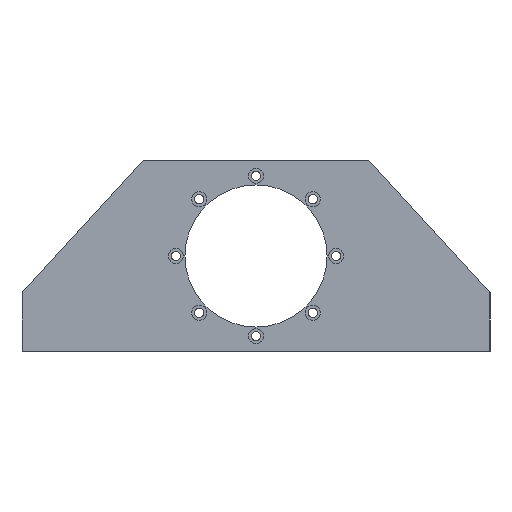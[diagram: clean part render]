
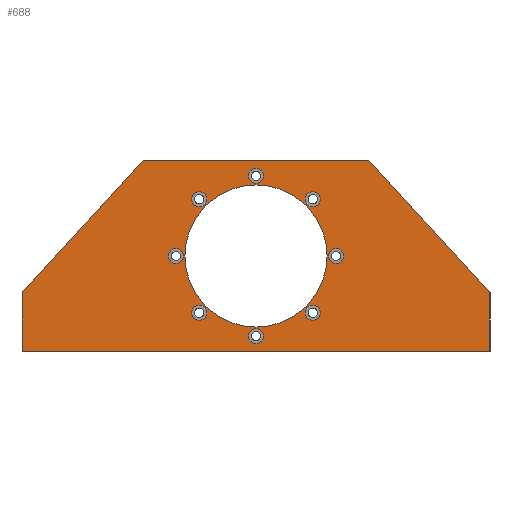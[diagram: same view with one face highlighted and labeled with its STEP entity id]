
A CAD part, front view. The second image highlights one B-rep face of the part: STEP entity #688.
In plain terms, the highlighted planar face has unit normal (0, -1, 0).
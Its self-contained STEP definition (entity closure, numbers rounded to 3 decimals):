
#32=FACE_BOUND('',#169,.T.);
#33=FACE_BOUND('',#170,.T.);
#34=FACE_BOUND('',#171,.T.);
#35=FACE_BOUND('',#172,.T.);
#36=FACE_BOUND('',#173,.T.);
#37=FACE_BOUND('',#174,.T.);
#38=FACE_BOUND('',#175,.T.);
#39=FACE_BOUND('',#176,.T.);
#40=FACE_BOUND('',#177,.T.);
#69=PLANE('',#791);
#112=FACE_OUTER_BOUND('',#168,.T.);
#168=EDGE_LOOP('',(#595,#596,#597,#598,#599,#600));
#169=EDGE_LOOP('',(#601));
#170=EDGE_LOOP('',(#602));
#171=EDGE_LOOP('',(#603));
#172=EDGE_LOOP('',(#604));
#173=EDGE_LOOP('',(#605));
#174=EDGE_LOOP('',(#606));
#175=EDGE_LOOP('',(#607));
#176=EDGE_LOOP('',(#608));
#177=EDGE_LOOP('',(#609));
#210=LINE('',#1159,#250);
#213=LINE('',#1165,#253);
#217=LINE('',#1174,#257);
#220=LINE('',#1180,#260);
#223=LINE('',#1184,#263);
#227=LINE('',#1200,#267);
#250=VECTOR('',#968,10.);
#253=VECTOR('',#973,10.);
#257=VECTOR('',#979,10.);
#260=VECTOR('',#984,10.);
#263=VECTOR('',#989,10.);
#267=VECTOR('',#1009,10.);
#276=CIRCLE('',#722,4.5);
#279=CIRCLE('',#727,4.5);
#282=CIRCLE('',#732,4.5);
#285=CIRCLE('',#737,4.5);
#288=CIRCLE('',#742,4.5);
#292=CIRCLE('',#748,4.5);
#295=CIRCLE('',#753,4.5);
#298=CIRCLE('',#758,4.5);
#310=CIRCLE('',#785,42.5);
#321=VERTEX_POINT('',#1047);
#324=VERTEX_POINT('',#1056);
#327=VERTEX_POINT('',#1065);
#330=VERTEX_POINT('',#1074);
#333=VERTEX_POINT('',#1083);
#337=VERTEX_POINT('',#1094);
#340=VERTEX_POINT('',#1103);
#343=VERTEX_POINT('',#1112);
#356=VERTEX_POINT('',#1156);
#357=VERTEX_POINT('',#1158);
#359=VERTEX_POINT('',#1164);
#362=VERTEX_POINT('',#1171);
#363=VERTEX_POINT('',#1173);
#365=VERTEX_POINT('',#1179);
#367=VERTEX_POINT('',#1188);
#382=EDGE_CURVE('',#321,#321,#276,.T.);
#386=EDGE_CURVE('',#324,#324,#279,.T.);
#390=EDGE_CURVE('',#327,#327,#282,.T.);
#394=EDGE_CURVE('',#330,#330,#285,.T.);
#398=EDGE_CURVE('',#333,#333,#288,.T.);
#403=EDGE_CURVE('',#337,#337,#292,.T.);
#407=EDGE_CURVE('',#340,#340,#295,.T.);
#411=EDGE_CURVE('',#343,#343,#298,.T.);
#433=EDGE_CURVE('',#357,#356,#210,.T.);
#436=EDGE_CURVE('',#359,#357,#213,.T.);
#440=EDGE_CURVE('',#363,#362,#217,.T.);
#443=EDGE_CURVE('',#365,#363,#220,.T.);
#446=EDGE_CURVE('',#356,#365,#223,.T.);
#449=EDGE_CURVE('',#367,#367,#310,.T.);
#454=EDGE_CURVE('',#362,#359,#227,.T.);
#595=ORIENTED_EDGE('',*,*,#454,.T.);
#596=ORIENTED_EDGE('',*,*,#436,.T.);
#597=ORIENTED_EDGE('',*,*,#433,.T.);
#598=ORIENTED_EDGE('',*,*,#446,.T.);
#599=ORIENTED_EDGE('',*,*,#443,.T.);
#600=ORIENTED_EDGE('',*,*,#440,.T.);
#601=ORIENTED_EDGE('',*,*,#382,.T.);
#602=ORIENTED_EDGE('',*,*,#386,.T.);
#603=ORIENTED_EDGE('',*,*,#390,.T.);
#604=ORIENTED_EDGE('',*,*,#394,.T.);
#605=ORIENTED_EDGE('',*,*,#398,.T.);
#606=ORIENTED_EDGE('',*,*,#403,.T.);
#607=ORIENTED_EDGE('',*,*,#407,.T.);
#608=ORIENTED_EDGE('',*,*,#411,.T.);
#609=ORIENTED_EDGE('',*,*,#449,.T.);
#688=ADVANCED_FACE('',(#112,#32,#33,#34,#35,#36,#37,#38,#39,#40),#69,.T.);
#722=AXIS2_PLACEMENT_3D('',#1048,#836,#837);
#727=AXIS2_PLACEMENT_3D('',#1057,#847,#848);
#732=AXIS2_PLACEMENT_3D('',#1066,#858,#859);
#737=AXIS2_PLACEMENT_3D('',#1075,#869,#870);
#742=AXIS2_PLACEMENT_3D('',#1084,#880,#881);
#748=AXIS2_PLACEMENT_3D('',#1095,#893,#894);
#753=AXIS2_PLACEMENT_3D('',#1104,#904,#905);
#758=AXIS2_PLACEMENT_3D('',#1113,#915,#916);
#785=AXIS2_PLACEMENT_3D('',#1190,#995,#996);
#791=AXIS2_PLACEMENT_3D('',#1201,#1010,#1011);
#836=DIRECTION('center_axis',(0.,1.,0.));
#837=DIRECTION('ref_axis',(1.,0.,0.));
#847=DIRECTION('center_axis',(0.,1.,0.));
#848=DIRECTION('ref_axis',(1.,0.,0.));
#858=DIRECTION('center_axis',(0.,1.,0.));
#859=DIRECTION('ref_axis',(1.,0.,0.));
#869=DIRECTION('center_axis',(0.,1.,0.));
#870=DIRECTION('ref_axis',(1.,0.,0.));
#880=DIRECTION('center_axis',(0.,1.,0.));
#881=DIRECTION('ref_axis',(1.,0.,0.));
#893=DIRECTION('center_axis',(0.,1.,0.));
#894=DIRECTION('ref_axis',(1.,0.,0.));
#904=DIRECTION('center_axis',(0.,1.,0.));
#905=DIRECTION('ref_axis',(1.,0.,0.));
#915=DIRECTION('center_axis',(0.,1.,0.));
#916=DIRECTION('ref_axis',(1.,0.,0.));
#968=DIRECTION('',(0.,0.,-1.));
#973=DIRECTION('',(-0.676,0.,-0.737));
#979=DIRECTION('',(-0.676,0.,0.737));
#984=DIRECTION('',(0.,0.,1.));
#989=DIRECTION('',(1.,0.,0.));
#995=DIRECTION('center_axis',(0.,1.,0.));
#996=DIRECTION('ref_axis',(1.,0.,0.));
#1009=DIRECTION('',(-1.,0.,0.));
#1010=DIRECTION('center_axis',(0.,-1.,0.));
#1011=DIRECTION('ref_axis',(0.,0.,
-1.));
#1047=CARTESIAN_POINT('',(1.559,-44.5,6.059));
#1048=CARTESIAN_POINT('Origin',(6.059,-44.5,6.059));
#1056=CARTESIAN_POINT('',(69.441,-44.5,73.941));
#1057=CARTESIAN_POINT('Origin',(73.941,-44.5,73.941));
#1065=CARTESIAN_POINT('',(83.5,-44.5,40.));
#1066=CARTESIAN_POINT('Origin',(88.,-44.5,40.));
#1074=CARTESIAN_POINT('',(-12.5,-44.5,40.));
#1075=CARTESIAN_POINT('Origin',(-8.,-44.5,40.));
#1083=CARTESIAN_POINT('',(35.5,-44.5,-8.));
#1084=CARTESIAN_POINT('Origin',(40.,-44.5,-8.));
#1094=CARTESIAN_POINT('',(35.5,-44.5,88.));
#1095=CARTESIAN_POINT('Origin',(40.,-44.5,88.));
#1103=CARTESIAN_POINT('',(69.441,-44.5,6.059));
#1104=CARTESIAN_POINT('Origin',(73.941,-44.5,6.059));
#1112=CARTESIAN_POINT('',(1.559,-44.5,73.941));
#1113=CARTESIAN_POINT('Origin',(6.059,-44.5,73.941));
#1156=CARTESIAN_POINT('',(-100.,-44.5,-17.));
#1158=CARTESIAN_POINT('',(-100.,-44.5,18.));
#1159=CARTESIAN_POINT('',(-100.,-44.5,-17.));
#1164=CARTESIAN_POINT('',(-27.5,-44.5,97.));
#1165=CARTESIAN_POINT('',(-27.5,-44.5,97.));
#1171=CARTESIAN_POINT('',(107.5,-44.5,97.));
#1173=CARTESIAN_POINT('',(180.,-44.5,18.));
#1174=CARTESIAN_POINT('',(180.,-44.5,18.));
#1179=CARTESIAN_POINT('',(180.,-44.5,-17.));
#1180=CARTESIAN_POINT('',(180.,-44.5,-17.));
#1184=CARTESIAN_POINT('',(-27.5,-44.5,-17.));
#1188=CARTESIAN_POINT('',(-2.5,-44.5,40.));
#1190=CARTESIAN_POINT('Origin',(40.,-44.5,40.));
#1200=CARTESIAN_POINT('',(-27.5,-44.5,97.));
#1201=CARTESIAN_POINT('Origin',(40.,-44.5,40.));
